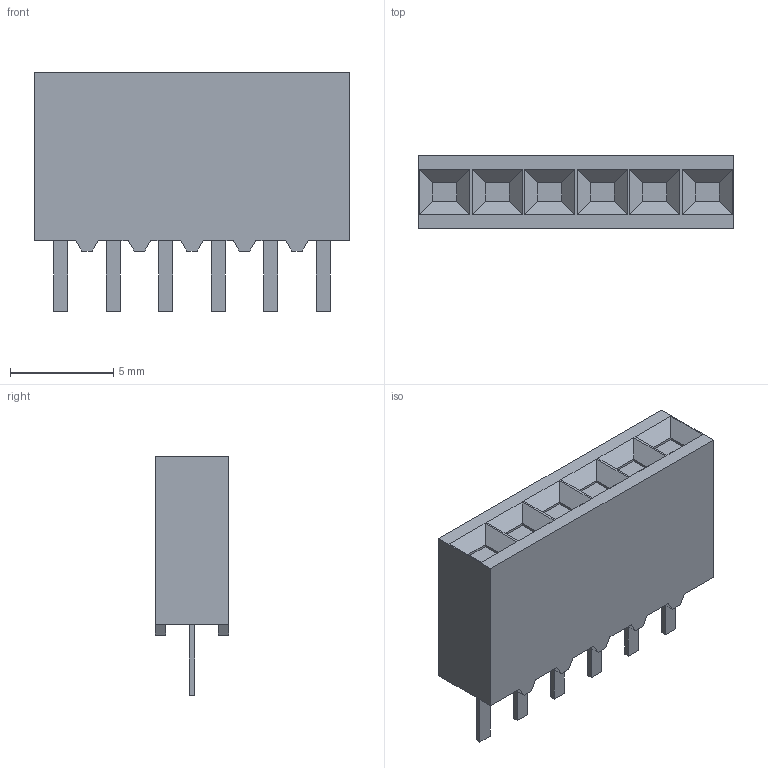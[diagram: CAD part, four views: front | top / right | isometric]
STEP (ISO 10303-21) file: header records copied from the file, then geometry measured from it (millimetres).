
FILE_DESCRIPTION(('FreeCAD Model'),'2;1');
FILE_NAME( 'SOCKET254P-01X06.step', '2016-10-01T14:37:35',('Author'),(''), 'Open CASCADE STEP processor 6.8','FreeCAD','Unknown');
FILE_SCHEMA(('AUTOMOTIVE_DESIGN_CC2 { 1 2 10303 214 -1 1 5 4 }'));
Length unit declared in the file: millimetre
Products named in the file (2): ASSEMBLY; SOCKET254P-01X06
Assembly tree (1 placements, depth 2):
  ASSEMBLY
    SOCKET254P-01X06
Bounding box: 15.24 x 3.56 x 11.56 mm (x, y, z)
Volume: 429.7 mm3; surface area: 512.1 mm2
Topology: 1 solids, 1 shells, 160 faces, 396 edges, 256 vertices
Faces by surface type: plane 160
Entity records: 9795 total; most frequent: CARTESIAN_POINT 1606, DIRECTION 1512, LINE 1188, VECTOR 1188, ORIENTED_EDGE 792, PCURVE 792, DEFINITIONAL_REPRESENTATION 792, EDGE_CURVE 396
